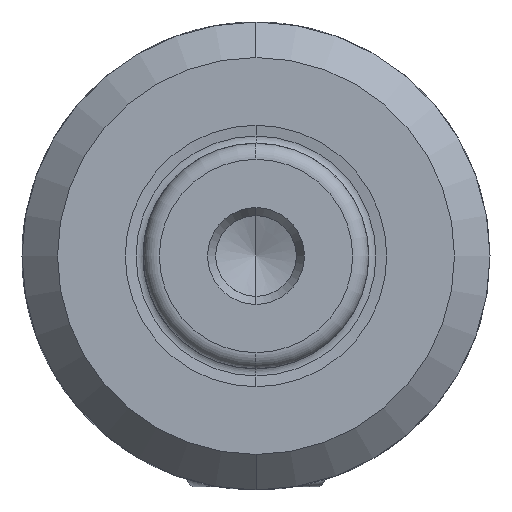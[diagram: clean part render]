
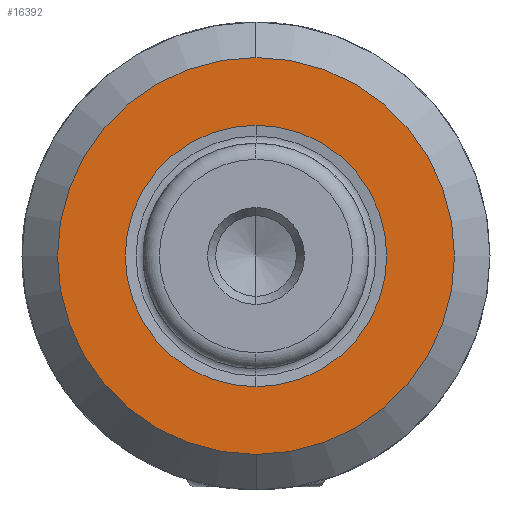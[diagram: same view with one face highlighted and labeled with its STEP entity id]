
A CAD part, left-side view. The second image highlights one B-rep face of the part: STEP entity #16392.
In plain terms, the highlighted planar face has unit normal (-1, 0, 0).
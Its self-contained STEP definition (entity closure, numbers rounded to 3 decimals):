
#272 = FACE_BOUND ( 'NONE', #9427, .T. ) ;
#1120 = EDGE_CURVE ( 'NONE', #10947, #21620, #10671, .T. ) ;
#1767 = CARTESIAN_POINT ( 'NONE',  ( -53.15, 0., 0. ) ) ;
#3757 = DIRECTION ( 'NONE',  ( 0., 0., 1. ) ) ;
#4754 = CIRCLE ( 'NONE', #20074, 12.3 ) ;
#5691 = ORIENTED_EDGE ( 'NONE', *, *, #1120, .T. ) ;
#6173 = CARTESIAN_POINT ( 'NONE',  ( -53.15, 0., 0. ) ) ;
#6790 = EDGE_CURVE ( 'NONE', #22355, #15578, #10759, .T. ) ;
#8298 = DIRECTION ( 'NONE',  ( -1., 0., 0. ) ) ;
#9249 = EDGE_CURVE ( 'NONE', #15578, #22355, #12734, .T. ) ;
#9427 = EDGE_LOOP ( 'NONE', ( #21922, #19570 ) ) ;
#10614 = CARTESIAN_POINT ( 'NONE',  ( -53.15, 0., -12.3 ) ) ;
#10671 = CIRCLE ( 'NONE', #16868, 12.3 ) ;
#10759 = CIRCLE ( 'NONE', #23714, 8.103 ) ;
#10947 = VERTEX_POINT ( 'NONE', #10614 ) ;
#11276 = PLANE ( 'NONE',  #16485 ) ;
#11472 = DIRECTION ( 'NONE',  ( -1., 0., 0. ) ) ;
#11509 = CARTESIAN_POINT ( 'NONE',  ( -53.15, 8.103, 0. ) ) ;
#12734 = CIRCLE ( 'NONE', #19896, 8.103 ) ;
#13359 = DIRECTION ( 'NONE',  ( 1., 0., 0. ) ) ;
#14169 = DIRECTION ( 'NONE',  ( -1., 0., 0. ) ) ;
#15207 = CARTESIAN_POINT ( 'NONE',  ( -53.15, 0., 0. ) ) ;
#15578 = VERTEX_POINT ( 'NONE', #20818 ) ;
#16106 = CARTESIAN_POINT ( 'NONE',  ( -53.15, 0., 8.103 ) ) ;
#16392 = ADVANCED_FACE ( 'NONE', ( #272, #17319 ), #11276, .F. ) ;
#16485 = AXIS2_PLACEMENT_3D ( 'NONE', #11509, #13359, #20928 ) ;
#16868 = AXIS2_PLACEMENT_3D ( 'NONE', #6173, #14169, #17694 ) ;
#16967 = ORIENTED_EDGE ( 'NONE', *, *, #23788, .T. ) ;
#17194 = DIRECTION ( 'NONE',  ( 0., 0., 1. ) ) ;
#17319 = FACE_OUTER_BOUND ( 'NONE', #18426, .T. ) ;
#17694 = DIRECTION ( 'NONE',  ( 0., 0., 1. ) ) ;
#18426 = EDGE_LOOP ( 'NONE', ( #5691, #16967 ) ) ;
#19570 = ORIENTED_EDGE ( 'NONE', *, *, #9249, .F. ) ;
#19830 = DIRECTION ( 'NONE',  ( 0., 0., 1. ) ) ;
#19896 = AXIS2_PLACEMENT_3D ( 'NONE', #1767, #11472, #17194 ) ;
#20074 = AXIS2_PLACEMENT_3D ( 'NONE', #15207, #24479, #3757 ) ;
#20818 = CARTESIAN_POINT ( 'NONE',  ( -53.15, 0., -8.103 ) ) ;
#20928 = DIRECTION ( 'NONE',  ( 0., 0., -1. ) ) ;
#21546 = CARTESIAN_POINT ( 'NONE',  ( -53.15, 0., 0. ) ) ;
#21620 = VERTEX_POINT ( 'NONE', #24758 ) ;
#21922 = ORIENTED_EDGE ( 'NONE', *, *, #6790, .F. ) ;
#22355 = VERTEX_POINT ( 'NONE', #16106 ) ;
#23714 = AXIS2_PLACEMENT_3D ( 'NONE', #21546, #8298, #19830 ) ;
#23788 = EDGE_CURVE ( 'NONE', #21620, #10947, #4754, .T. ) ;
#24479 = DIRECTION ( 'NONE',  ( -1., 0., 0. ) ) ;
#24758 = CARTESIAN_POINT ( 'NONE',  ( -53.15, 0., 12.3 ) ) ;
